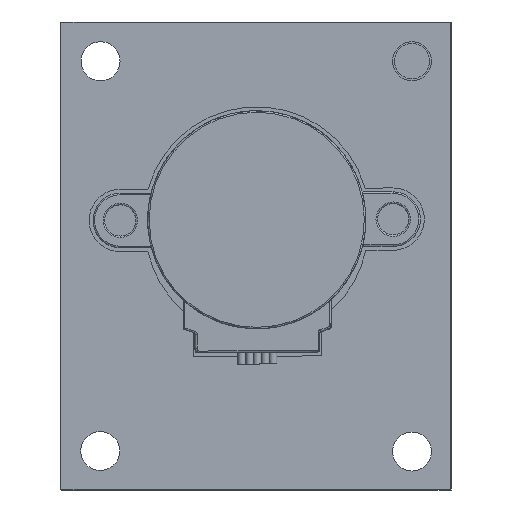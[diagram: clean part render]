
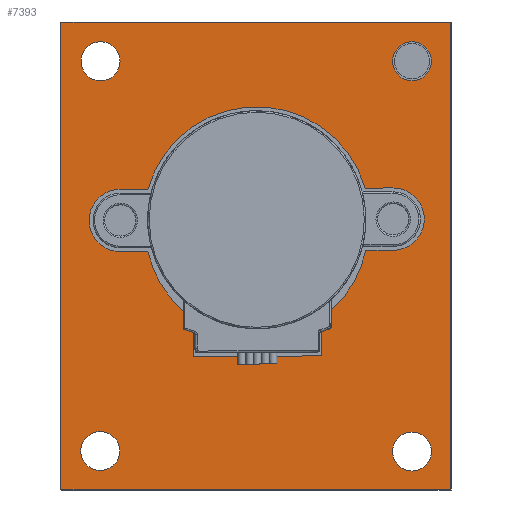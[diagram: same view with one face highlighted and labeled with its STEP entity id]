
A CAD part, front view. The second image highlights one B-rep face of the part: STEP entity #7393.
In plain terms, the highlighted planar face has unit normal (0, -1, 0).
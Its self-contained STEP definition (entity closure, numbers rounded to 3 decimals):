
#496=CIRCLE('',#8392,2.5);
#497=CIRCLE('',#8393,2.5);
#498=CIRCLE('',#8394,2.5);
#499=CIRCLE('',#8395,2.5);
#500=CIRCLE('',#8396,14.302);
#501=CIRCLE('',#8397,4.);
#502=CIRCLE('',#8398,14.5);
#503=CIRCLE('',#8399,4.);
#504=CIRCLE('',#8400,14.302);
#942=ORIENTED_EDGE('',*,*,#3158,.F.);
#943=ORIENTED_EDGE('',*,*,#3159,.F.);
#944=ORIENTED_EDGE('',*,*,#3160,.F.);
#945=ORIENTED_EDGE('',*,*,#3161,.F.);
#946=ORIENTED_EDGE('',*,*,#3162,.T.);
#947=ORIENTED_EDGE('',*,*,#3163,.T.);
#948=ORIENTED_EDGE('',*,*,#3164,.T.);
#949=ORIENTED_EDGE('',*,*,#3165,.T.);
#950=ORIENTED_EDGE('',*,*,#3166,.T.);
#951=ORIENTED_EDGE('',*,*,#3167,.T.);
#952=ORIENTED_EDGE('',*,*,#3168,.T.);
#953=ORIENTED_EDGE('',*,*,#3169,.T.);
#954=ORIENTED_EDGE('',*,*,#3170,.T.);
#955=ORIENTED_EDGE('',*,*,#3171,.T.);
#956=ORIENTED_EDGE('',*,*,#3172,.T.);
#957=ORIENTED_EDGE('',*,*,#3173,.T.);
#958=ORIENTED_EDGE('',*,*,#3174,.T.);
#959=ORIENTED_EDGE('',*,*,#3175,.T.);
#960=ORIENTED_EDGE('',*,*,#3128,.F.);
#961=ORIENTED_EDGE('',*,*,#3138,.F.);
#962=ORIENTED_EDGE('',*,*,#3135,.F.);
#963=ORIENTED_EDGE('',*,*,#3132,.F.);
#3128=EDGE_CURVE('',#4240,#4241,#4955,.T.);
#3132=EDGE_CURVE('',#4241,#4244,#4959,.T.);
#3135=EDGE_CURVE('',#4244,#4246,#4962,.T.);
#3138=EDGE_CURVE('',#4246,#4240,#4965,.T.);
#3158=EDGE_CURVE('',#4266,#4266,#496,.T.);
#3159=EDGE_CURVE('',#4267,#4267,#497,.T.);
#3160=EDGE_CURVE('',#4268,#4268,#498,.T.);
#3161=EDGE_CURVE('',#4269,#4269,#499,.T.);
#3162=EDGE_CURVE('',#4270,#4271,#4979,.T.);
#3163=EDGE_CURVE('',#4271,#4272,#4980,.T.);
#3164=EDGE_CURVE('',#4272,#4273,#4981,.T.);
#3165=EDGE_CURVE('',#4273,#4274,#500,.T.);
#3166=EDGE_CURVE('',#4274,#4275,#4982,.T.);
#3167=EDGE_CURVE('',#4275,#4276,#501,.T.);
#3168=EDGE_CURVE('',#4276,#4277,#4983,.T.);
#3169=EDGE_CURVE('',#4277,#4278,#502,.T.);
#3170=EDGE_CURVE('',#4278,#4279,#4984,.T.);
#3171=EDGE_CURVE('',#4279,#4280,#4985,.T.);
#3172=EDGE_CURVE('',#4280,#4281,#4986,.T.);
#3173=EDGE_CURVE('',#4281,#4282,#503,.T.);
#3174=EDGE_CURVE('',#4282,#4283,#4987,.T.);
#3175=EDGE_CURVE('',#4283,#4270,#504,.T.);
#4240=VERTEX_POINT('',#11525);
#4241=VERTEX_POINT('',#11526);
#4244=VERTEX_POINT('',#11534);
#4246=VERTEX_POINT('',#11540);
#4266=VERTEX_POINT('',#11586);
#4267=VERTEX_POINT('',#11588);
#4268=VERTEX_POINT('',#11590);
#4269=VERTEX_POINT('',#11592);
#4270=VERTEX_POINT('',#11594);
#4271=VERTEX_POINT('',#11595);
#4272=VERTEX_POINT('',#11597);
#4273=VERTEX_POINT('',#11599);
#4274=VERTEX_POINT('',#11601);
#4275=VERTEX_POINT('',#11603);
#4276=VERTEX_POINT('',#11605);
#4277=VERTEX_POINT('',#11607);
#4278=VERTEX_POINT('',#11609);
#4279=VERTEX_POINT('',#11611);
#4280=VERTEX_POINT('',#11613);
#4281=VERTEX_POINT('',#11615);
#4282=VERTEX_POINT('',#11617);
#4283=VERTEX_POINT('',#11619);
#4955=LINE('',#11524,#5506);
#4959=LINE('',#11533,#5510);
#4962=LINE('',#11539,#5513);
#4965=LINE('',#11545,#5516);
#4979=LINE('',#11593,#5530);
#4980=LINE('',#11596,#5531);
#4981=LINE('',#11598,#5532);
#4982=LINE('',#11602,#5533);
#4983=LINE('',#11606,#5534);
#4984=LINE('',#11610,#5535);
#4985=LINE('',#11612,#5536);
#4986=LINE('',#11614,#5537);
#4987=LINE('',#11618,#5538);
#5506=VECTOR('',#9247,1000.);
#5510=VECTOR('',#9253,1000.);
#5513=VECTOR('',#9258,1000.);
#5516=VECTOR('',#9263,1000.);
#5530=VECTOR('',#9301,1000.);
#5531=VECTOR('',#9302,1000.);
#5532=VECTOR('',#9303,1000.);
#5533=VECTOR('',#9306,1000.);
#5534=VECTOR('',#9309,1000.);
#5535=VECTOR('',#9312,1000.);
#5536=VECTOR('',#9313,1000.);
#5537=VECTOR('',#9314,1000.);
#5538=VECTOR('',#9317,1000.);
#6070=EDGE_LOOP('',(#942));
#6071=EDGE_LOOP('',(#943));
#6072=EDGE_LOOP('',(#944));
#6073=EDGE_LOOP('',(#945));
#6074=EDGE_LOOP('',(#946,#947,#948,#949,#950,#951,#952,#953,#954,#955,#956,
#957,#958,#959));
#6075=EDGE_LOOP('',(#960,#961,#962,#963));
#6637=FACE_BOUND('',#6070,.T.);
#6638=FACE_BOUND('',#6071,.T.);
#6639=FACE_BOUND('',#6072,.T.);
#6640=FACE_BOUND('',#6073,.T.);
#6641=FACE_BOUND('',#6074,.T.);
#6642=FACE_BOUND('',#6075,.T.);
#7196=PLANE('',#8391);
#7393=ADVANCED_FACE('',(#6637,#6638,#6639,#6640,#6641,#6642),#7196,.F.);
#8391=AXIS2_PLACEMENT_3D('',#11584,#9291,#9292);
#8392=AXIS2_PLACEMENT_3D('',#11585,#9293,#9294);
#8393=AXIS2_PLACEMENT_3D('',#11587,#9295,#9296);
#8394=AXIS2_PLACEMENT_3D('',#11589,#9297,#9298);
#8395=AXIS2_PLACEMENT_3D('',#11591,#9299,#9300);
#8396=AXIS2_PLACEMENT_3D('',#11600,#9304,#9305);
#8397=AXIS2_PLACEMENT_3D('',#11604,#9307,#9308);
#8398=AXIS2_PLACEMENT_3D('',#11608,#9310,#9311);
#8399=AXIS2_PLACEMENT_3D('',#11616,#9315,#9316);
#8400=AXIS2_PLACEMENT_3D('',#11620,#9318,#9319);
#9247=DIRECTION('',(1.,0.,0.));
#9253=DIRECTION('',(0.,0.,-1.));
#9258=DIRECTION('',(-1.,0.,0.));
#9263=DIRECTION('',(0.,0.,1.));
#9291=DIRECTION('',(0.,1.,0.));
#9292=DIRECTION('',(0.,0.,1.));
#9293=DIRECTION('',(0.,-1.,0.));
#9294=DIRECTION('',(1.,0.,0.));
#9295=DIRECTION('',(0.,-1.,0.));
#9296=DIRECTION('',(1.,0.,0.));
#9297=DIRECTION('',(0.,-1.,0.));
#9298=DIRECTION('',(1.,0.,0.));
#9299=DIRECTION('',(0.,-1.,0.));
#9300=DIRECTION('',(1.,0.,0.));
#9301=DIRECTION('',(0.005,0.,-1.));
#9302=DIRECTION('',(-1.,0.,-0.005));
#9303=DIRECTION('',(-0.005,0.,1.));
#9304=DIRECTION('',(0.,1.,0.));
#9305=DIRECTION('',(1.,0.,0.));
#9306=DIRECTION('',(-1.,0.,-0.005));
#9307=DIRECTION('',(0.,1.,0.));
#9308=DIRECTION('',(1.,0.,0.));
#9309=DIRECTION('',(1.,0.,0.005));
#9310=DIRECTION('',(0.,1.,0.));
#9311=DIRECTION('',(1.,0.,0.));
#9312=DIRECTION('',(1.,0.,0.006));
#9313=DIRECTION('',(1.,0.,0.004));
#9314=DIRECTION('',(1.,0.,0.005));
#9315=DIRECTION('',(0.,1.,0.));
#9316=DIRECTION('',(-1.,0.,0.));
#9317=DIRECTION('',(-1.,0.,-0.005));
#9318=DIRECTION('',(0.,1.,0.));
#9319=DIRECTION('',(1.,0.,0.));
#11524=CARTESIAN_POINT('',(-25.,-2.,30.));
#11525=CARTESIAN_POINT('',(-25.,-2.,30.));
#11526=CARTESIAN_POINT('',(25.,-2.,30.));
#11533=CARTESIAN_POINT('',(25.,-2.,25.));
#11534=CARTESIAN_POINT('',(25.,-2.,-30.));
#11539=CARTESIAN_POINT('',(25.,-2.,-30.));
#11540=CARTESIAN_POINT('',(-25.,-2.,-30.));
#11545=CARTESIAN_POINT('',(-25.,-2.,-25.));
#11584=CARTESIAN_POINT('',(0.,-2.,0.));
#11585=CARTESIAN_POINT('',(-19.927,-2.,24.964));
#11586=CARTESIAN_POINT('',(-17.427,-2.,24.964));
#11587=CARTESIAN_POINT('',(20.036,-2.,24.964));
#11588=CARTESIAN_POINT('',(22.536,-2.,24.964));
#11589=CARTESIAN_POINT('',(20.036,-2.,-25.099));
#11590=CARTESIAN_POINT('',(22.536,-2.,-25.099));
#11591=CARTESIAN_POINT('',(-19.96,-2.,-25.043));
#11592=CARTESIAN_POINT('',(-17.46,-2.,-25.043));
#11593=CARTESIAN_POINT('',(8.397,-2.,-12.834));
#11594=CARTESIAN_POINT('',(8.374,-2.,-7.994));
#11595=CARTESIAN_POINT('',(8.397,-2.,-12.834));
#11596=CARTESIAN_POINT('',(8.397,-2.,-12.834));
#11597=CARTESIAN_POINT('',(-8.003,-2.,-12.914));
#11598=CARTESIAN_POINT('',(-8.026,-2.,-8.074));
#11599=CARTESIAN_POINT('',(-8.026,-2.,-8.074));
#11600=CARTESIAN_POINT('',(0.116,-2.,3.683));
#11601=CARTESIAN_POINT('',(-13.84,-2.,0.557));
#11602=CARTESIAN_POINT('',(-17.369,-2.,0.54));
#11603=CARTESIAN_POINT('',(-17.369,-2.,0.54));
#11604=CARTESIAN_POINT('',(-17.388,-2.,4.54));
#11605=CARTESIAN_POINT('',(-17.408,-2.,8.54));
#11606=CARTESIAN_POINT('',(-13.979,-2.,8.557));
#11607=CARTESIAN_POINT('',(-13.845,-2.,8.557));
#11608=CARTESIAN_POINT('',(0.112,-2.,4.626));
#11609=CARTESIAN_POINT('',(14.029,-2.,8.694));
#11610=CARTESIAN_POINT('',(14.134,-2.,8.694));
#11611=CARTESIAN_POINT('',(14.134,-2.,8.694));
#11612=CARTESIAN_POINT('',(14.134,-2.,8.694));
#11613=CARTESIAN_POINT('',(14.397,-2.,8.695));
#11614=CARTESIAN_POINT('',(14.397,-2.,8.695));
#11615=CARTESIAN_POINT('',(17.592,-2.,8.711));
#11616=CARTESIAN_POINT('',(17.612,-2.,4.711));
#11617=CARTESIAN_POINT('',(17.631,-2.,0.711));
#11618=CARTESIAN_POINT('',(14.202,-2.,0.694));
#11619=CARTESIAN_POINT('',(14.102,-2.,0.694));
#11620=CARTESIAN_POINT('',(0.116,-2.,3.683));
